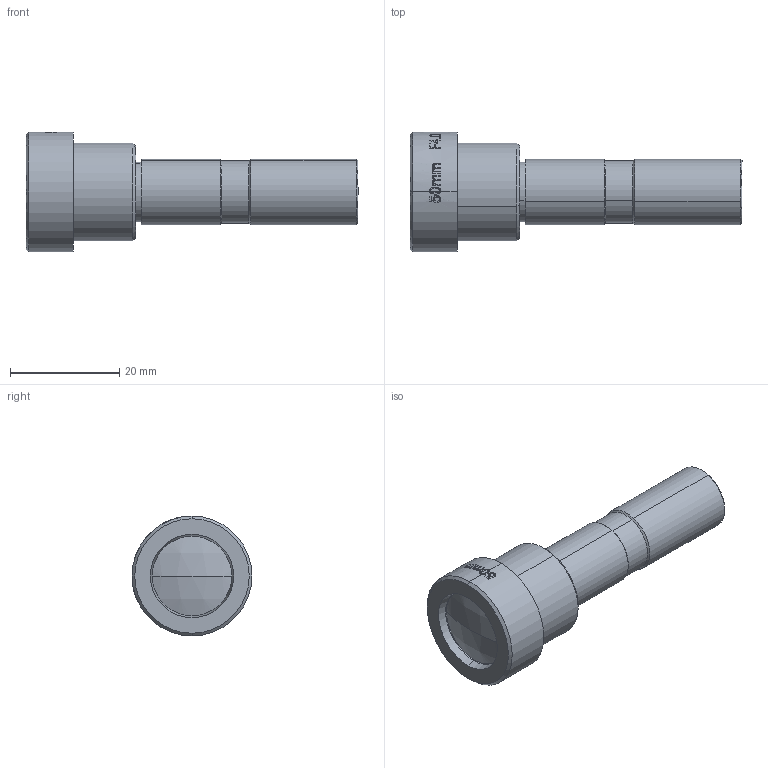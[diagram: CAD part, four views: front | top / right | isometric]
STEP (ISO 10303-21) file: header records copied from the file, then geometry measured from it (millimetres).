
FILE_DESCRIPTION (( 'STEP AP214' ), '1' );
FILE_NAME ('VA-LM12-10MP-50MM-F4.0-015.STEP', '2022-09-01T03:33:39', ( 'Microsoft' ), ( 'Microsoft' ), 'SwSTEP 2.0', 'SolidWorks 2014', '' );
FILE_SCHEMA (( 'AUTOMOTIVE_DESIGN' ));
Length unit declared in the file: millimetre
Products named in the file (1): VA-LM12-10MP-50MM-F4.0-015
Bounding box: 60.91 x 22 x 22 mm (x, y, z)
Surface area: 4441.3 mm2 (no closed solid volume)
Topology: 0 solids, 4 shells, 97 faces, 296 edges, 220 vertices
Faces by surface type: cylinder 34, bspline 27, cone 18, plane 16, sphere 2
Entity records: 7646 total; most frequent: CARTESIAN_POINT 5282, ORIENTED_EDGE 580, DIRECTION 320, EDGE_CURVE 296, VERTEX_POINT 220, B_SPLINE_CURVE_WITH_KNOTS 182, AXIS2_PLACEMENT_3D 135, EDGE_LOOP 116
